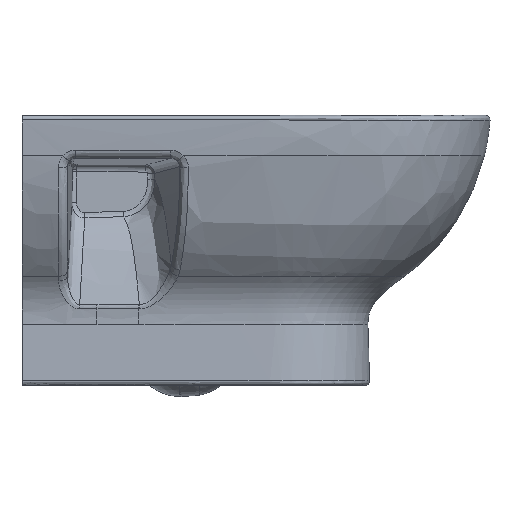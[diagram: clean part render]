
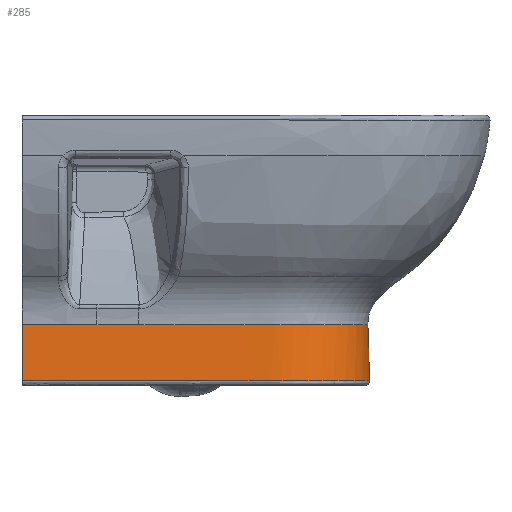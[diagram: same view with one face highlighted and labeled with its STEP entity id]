
A CAD part, left-side view. The second image highlights one B-rep face of the part: STEP entity #285.
In plain terms, the highlighted free-form (B-spline) face has degree [3, 1] with [16, 2] control points.
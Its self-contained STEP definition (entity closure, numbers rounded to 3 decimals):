
#285=ADVANCED_FACE('',(#537),#411,.T.);
#411=B_SPLINE_SURFACE_WITH_KNOTS('',3,1,((#37725,#37726),(#37727,#37728),
(#37729,#37730),(#37731,#37732),(#37733,#37734),(#37735,#37736),(#37737,
#37738),(#37739,#37740),(#37741,#37742),(#37743,#37744),(#37745,#37746),
(#37747,#37748),(#37749,#37750),(#37751,#37752),(#37753,#37754),(#37755,
#37756)),.UNSPECIFIED.,.F.,.F.,.F.,(4,1,1,1,1,1,1,1,2,1,1,1,4),(2,2),(0.,
0.048,0.096,0.144,0.192,
0.24,0.288,0.336,0.384,
0.538,0.692,0.846,1.),(0.,1.),
 .UNSPECIFIED.);
#537=FACE_OUTER_BOUND('',#729,.T.);
#729=EDGE_LOOP('',(#1299,#1300,#1301,#1302,#1303,#1304,#1305,#1306,#1307));
#1299=ORIENTED_EDGE('',*,*,#2362,.T.);
#1300=ORIENTED_EDGE('',*,*,#2370,.F.);
#1301=ORIENTED_EDGE('',*,*,#2253,.T.);
#1302=ORIENTED_EDGE('',*,*,#2371,.T.);
#1303=ORIENTED_EDGE('',*,*,#2367,.T.);
#1304=ORIENTED_EDGE('',*,*,#2366,.T.);
#1305=ORIENTED_EDGE('',*,*,#2365,.T.);
#1306=ORIENTED_EDGE('',*,*,#2369,.T.);
#1307=ORIENTED_EDGE('',*,*,#2363,.T.);
#1899=VERTEX_POINT('',#23881);
#1900=VERTEX_POINT('',#23882);
#1969=VERTEX_POINT('',#34968);
#1970=VERTEX_POINT('',#34990);
#1971=VERTEX_POINT('',#34992);
#1972=VERTEX_POINT('',#35226);
#1973=VERTEX_POINT('',#35228);
#1974=VERTEX_POINT('',#35230);
#1975=VERTEX_POINT('',#35245);
#2253=EDGE_CURVE('',#1899,#1900,#2698,.T.);
#2362=EDGE_CURVE('',#1971,#1970,#12367,.T.);
#2363=EDGE_CURVE('',#1969,#1971,#12368,.T.);
#2365=EDGE_CURVE('',#1973,#1972,#12369,.T.);
#2366=EDGE_CURVE('',#1974,#1973,#12370,.T.);
#2367=EDGE_CURVE('',#1975,#1974,#2802,.T.);
#2369=EDGE_CURVE('',#1972,#1969,#12371,.T.);
#2370=EDGE_CURVE('',#1899,#1970,#2804,.T.);
#2371=EDGE_CURVE('',#1900,#1975,#12372,.T.);
#2698=B_SPLINE_CURVE_WITH_KNOTS('',3,(#23851,#23852,#23853,#23854,#23855,
#23856,#23857,#23858,#23859,#23860,#23861,#23862,#23863,#23864,#23865,#23866,
#23867,#23868,#23869,#23870,#23871,#23872,#23873,#23874,#23875,#23876,#23877,
#23878,#23879,#23880),.UNSPECIFIED.,.F.,.F.,(4,1,1,2,2,2,2,2,2,2,2,2,2,
2,2,4),(0.,0.5,0.563,0.594,0.609,
0.625,0.688,0.719,0.75,
0.781,0.797,0.813,0.875,
0.906,0.938,1.),.UNSPECIFIED.);
#2802=B_SPLINE_CURVE_WITH_KNOTS('',3,(#35231,#35232,#35233,#35234,#35235,
#35236,#35237,#35238,#35239,#35240,#35241,#35242,#35243,#35244),
 .UNSPECIFIED.,.F.,.F.,(4,1,1,1,1,1,1,1,2,1,4),(0.,0.079,0.158,
0.237,0.316,0.395,0.474,
0.553,0.632,0.885,1.),.UNSPECIFIED.);
#2804=B_SPLINE_CURVE_WITH_KNOTS('',1,(#37722,#37723),.UNSPECIFIED.,.F.,
 .F.,(2,2),(0.,1.),.UNSPECIFIED.);
#12367=LINE('',#34991,#13939);
#12368=LINE('',#34993,#13940);
#12369=LINE('',#35227,#13941);
#12370=LINE('',#35229,#13942);
#12371=LINE('',#37676,#13943);
#12372=LINE('',#37724,#13944);
#13939=VECTOR('',#15724,1.);
#13940=VECTOR('',#15725,1.);
#13941=VECTOR('',#15726,1.);
#13942=VECTOR('',#15727,1.);
#13943=VECTOR('',#15728,1.);
#13944=VECTOR('',#15729,1.);
#15724=DIRECTION('',(0.,1.,0.));
#15725=DIRECTION('',(0.,1.,0.));
#15726=DIRECTION('',(0.,1.,0.));
#15727=DIRECTION('',(0.,1.,0.));
#15728=DIRECTION('',(0.,1.,0.));
#15729=DIRECTION('',(0.,0.03,1.));
#23851=CARTESIAN_POINT('',(-109.738,0.,-294.75));
#23852=CARTESIAN_POINT('',(-109.738,-74.888,-294.75));
#23853=CARTESIAN_POINT('',(-109.738,-159.136,-294.75));
#23854=CARTESIAN_POINT('',(-109.738,-248.066,-294.75));
#23855=CARTESIAN_POINT('',(-109.738,-262.107,-294.75));
#23856=CARTESIAN_POINT('',(-109.738,-269.128,-294.75));
#23857=CARTESIAN_POINT('',(-109.758,-271.468,-294.75));
#23858=CARTESIAN_POINT('',(-109.678,-276.148,-294.762));
#23859=CARTESIAN_POINT('',(-109.576,-278.488,-294.767));
#23860=CARTESIAN_POINT('',(-108.753,-290.188,-294.788));
#23861=CARTESIAN_POINT('',(-107.103,-299.364,-294.796));
#23862=CARTESIAN_POINT('',(-103.071,-312.72,-294.803));
#23863=CARTESIAN_POINT('',(-101.453,-317.134,-294.804));
#23864=CARTESIAN_POINT('',(-97.696,-325.711,-294.805));
#23865=CARTESIAN_POINT('',(-95.576,-329.841,-294.805));
#23866=CARTESIAN_POINT('',(-90.851,-337.786,-294.805));
#23867=CARTESIAN_POINT('',(-88.245,-341.6,-294.805));
#23868=CARTESIAN_POINT('',(-83.961,-347.075,-294.805));
#23869=CARTESIAN_POINT('',(-82.47,-348.859,-294.805));
#23870=CARTESIAN_POINT('',(-79.357,-352.342,-294.806));
#23871=CARTESIAN_POINT('',(-77.728,-354.047,-294.806));
#23872=CARTESIAN_POINT('',(-69.352,-362.242,-294.808));
#23873=CARTESIAN_POINT('',(-61.925,-367.783,-294.812));
#23874=CARTESIAN_POINT('',(-49.705,-374.585,-294.82));
#23875=CARTESIAN_POINT('',(-45.426,-376.606,-294.824));
#23876=CARTESIAN_POINT('',(-36.747,-380.023,-294.83));
#23877=CARTESIAN_POINT('',(-32.322,-381.437,-294.834));
#23878=CARTESIAN_POINT('',(-18.806,-384.835,-294.844));
#23879=CARTESIAN_POINT('',(-9.405,-385.966,-294.85));
#23880=CARTESIAN_POINT('',(0.,-385.966,-294.85));
#23881=CARTESIAN_POINT('',(-109.738,0.,-294.75));
#23882=CARTESIAN_POINT('',(0.,-385.966,-294.85));
#34968=CARTESIAN_POINT('',(-106.621,-83.267,-232.423));
#34990=CARTESIAN_POINT('',(-106.621,0.,-232.423));
#34991=CARTESIAN_POINT('',(-106.621,-41.633,-232.423));
#34992=CARTESIAN_POINT('',(-106.621,-48.746,-232.423));
#34993=CARTESIAN_POINT('',(-106.621,-41.633,-232.423));
#35226=CARTESIAN_POINT('',(-106.621,-129.721,-232.423));
#35227=CARTESIAN_POINT('',(-106.621,-152.721,-232.423));
#35228=CARTESIAN_POINT('',(-106.621,-161.816,-232.423));
#35229=CARTESIAN_POINT('',(-106.621,-152.721,-232.423));
#35230=CARTESIAN_POINT('',(-106.621,-175.721,-232.423));
#35231=CARTESIAN_POINT('',(0.,-384.093,-232.423));
#35232=CARTESIAN_POINT('',(-7.122,-384.093,-232.423));
#35233=CARTESIAN_POINT('',(-21.299,-382.701,-232.423));
#35234=CARTESIAN_POINT('',(-41.625,-376.518,-232.423));
#35235=CARTESIAN_POINT('',(-60.256,-366.448,-232.423));
#35236=CARTESIAN_POINT('',(-76.467,-352.872,-232.423));
#35237=CARTESIAN_POINT('',(-89.646,-336.345,-232.423));
#35238=CARTESIAN_POINT('',(-99.346,-317.535,-232.423));
#35239=CARTESIAN_POINT('',(-105.282,-297.149,-232.423));
#35240=CARTESIAN_POINT('',(-106.621,-282.973,-232.423));
#35241=CARTESIAN_POINT('',(-106.621,-253.016,-232.423));
#35242=CARTESIAN_POINT('',(-106.621,-219.666,-232.423));
#35243=CARTESIAN_POINT('',(-106.621,-186.18,-232.423));
#35244=CARTESIAN_POINT('',(-106.621,-175.721,-232.423));
#35245=CARTESIAN_POINT('',(0.,-384.093,-232.423));
#37676=CARTESIAN_POINT('',(-106.621,-106.494,-232.423));
#37722=CARTESIAN_POINT('',(-109.738,0.,-294.75));
#37723=CARTESIAN_POINT('',(-106.621,0.,-232.423));
#37724=CARTESIAN_POINT('',(0.,-384.621,-250.));
#37725=CARTESIAN_POINT('',(0.,-384.082,-232.049));
#37726=CARTESIAN_POINT('',(0.,-385.977,-295.225));
#37727=CARTESIAN_POINT('',(-7.121,-384.082,-232.049));
#37728=CARTESIAN_POINT('',(-7.181,-385.977,-295.225));
#37729=CARTESIAN_POINT('',(-21.296,-382.689,-232.049));
#37730=CARTESIAN_POINT('',(-21.689,-384.673,-295.225));
#37731=CARTESIAN_POINT('',(-41.617,-376.507,-232.049));
#37732=CARTESIAN_POINT('',(-42.997,-378.398,-295.225));
#37733=CARTESIAN_POINT('',(-60.241,-366.44,-232.049));
#37734=CARTESIAN_POINT('',(-62.759,-367.709,-295.225));
#37735=CARTESIAN_POINT('',(-76.447,-352.872,-232.049));
#37736=CARTESIAN_POINT('',(-79.871,-352.954,-295.225));
#37737=CARTESIAN_POINT('',(-89.624,-336.354,-232.049));
#37738=CARTESIAN_POINT('',(-93.462,-334.914,-295.225));
#37739=CARTESIAN_POINT('',(-99.324,-317.553,-232.049));
#37740=CARTESIAN_POINT('',(-103.064,-314.626,-295.225));
#37741=CARTESIAN_POINT('',(-105.262,-297.173,-232.049));
#37742=CARTESIAN_POINT('',(-108.613,-293.143,-295.225));
#37743=CARTESIAN_POINT('',(-106.602,-282.999,-232.049));
#37744=CARTESIAN_POINT('',(-109.761,-278.636,-295.225));
#37745=CARTESIAN_POINT('',(-106.602,-253.043,-232.049));
#37746=CARTESIAN_POINT('',(-109.761,-248.431,-295.225));
#37747=CARTESIAN_POINT('',(-106.602,-207.16,-232.049));
#37748=CARTESIAN_POINT('',(-109.761,-203.006,-295.225));
#37749=CARTESIAN_POINT('',(-106.602,-137.939,-232.049));
#37750=CARTESIAN_POINT('',(-109.761,-135.728,-295.225));
#37751=CARTESIAN_POINT('',(-106.602,-68.717,-232.049));
#37752=CARTESIAN_POINT('',(-109.761,-68.449,-295.225));
#37753=CARTESIAN_POINT('',(-106.602,-22.834,-232.049));
#37754=CARTESIAN_POINT('',(-109.761,-23.024,-295.225));
#37755=CARTESIAN_POINT('',(-106.602,0.,-232.049));
#37756=CARTESIAN_POINT('',(-109.761,0.,-295.225));
